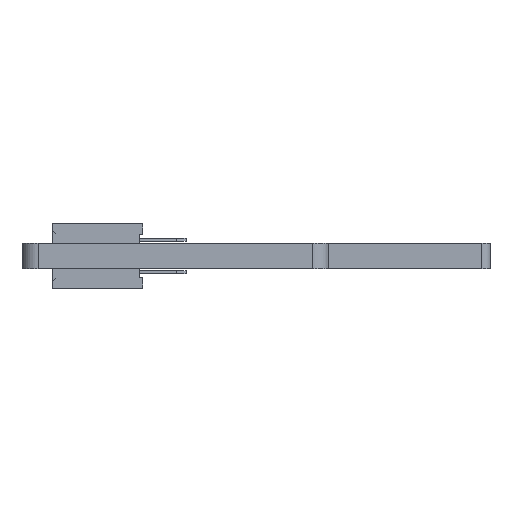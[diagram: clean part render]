
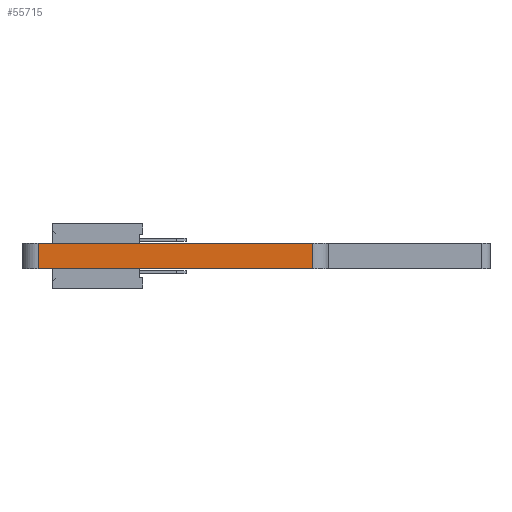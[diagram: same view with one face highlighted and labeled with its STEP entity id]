
A CAD part, left-side view. The second image highlights one B-rep face of the part: STEP entity #55715.
In plain terms, the highlighted planar face has unit normal (-1, 0, 0).
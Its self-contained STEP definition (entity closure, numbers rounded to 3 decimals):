
#51640 = PLANE('',#51641);
#51641 = AXIS2_PLACEMENT_3D('',#51642,#51643,#51644);
#51642 = CARTESIAN_POINT('',(0.,-11.752,1.6));
#51643 = DIRECTION('',(0.,0.,1.));
#51644 = DIRECTION('',(1.,0.,-0.));
#51695 = PLANE('',#51696);
#51696 = AXIS2_PLACEMENT_3D('',#51697,#51698,#51699);
#51697 = CARTESIAN_POINT('',(0.,-11.752,0.));
#51698 = DIRECTION('',(0.,0.,1.));
#51699 = DIRECTION('',(1.,0.,-0.));
#52562 = VERTEX_POINT('',#52563);
#52563 = CARTESIAN_POINT('',(-82.7,-1.,0.));
#52578 = CYLINDRICAL_SURFACE('',#52579,1.);
#52579 = AXIS2_PLACEMENT_3D('',#52580,#52581,#52582);
#52580 = CARTESIAN_POINT('',(-81.7,-1.,0.));
#52581 = DIRECTION('',(-0.,-0.,-1.));
#52582 = DIRECTION('',(1.,0.,-0.));
#52590 = EDGE_CURVE('',#52562,#52591,#52593,.T.);
#52591 = VERTEX_POINT('',#52592);
#52592 = CARTESIAN_POINT('',(-82.7,-18.,0.));
#52593 = SURFACE_CURVE('',#52594,(#52598,#52605),.PCURVE_S1.);
#52594 = LINE('',#52595,#52596);
#52595 = CARTESIAN_POINT('',(-82.7,-1.,0.));
#52596 = VECTOR('',#52597,1.);
#52597 = DIRECTION('',(0.,-1.,0.));
#52598 = PCURVE('',#51695,#52599);
#52599 = DEFINITIONAL_REPRESENTATION('',(#52600),#52604);
#52600 = LINE('',#52601,#52602);
#52601 = CARTESIAN_POINT('',(-82.7,10.752));
#52602 = VECTOR('',#52603,1.);
#52603 = DIRECTION('',(0.,-1.));
#52604 = ( GEOMETRIC_REPRESENTATION_CONTEXT(2) 
PARAMETRIC_REPRESENTATION_CONTEXT() REPRESENTATION_CONTEXT('2D SPACE',''
  ) );
#52605 = PCURVE('',#52606,#52611);
#52606 = PLANE('',#52607);
#52607 = AXIS2_PLACEMENT_3D('',#52608,#52609,#52610);
#52608 = CARTESIAN_POINT('',(-82.7,-1.,0.));
#52609 = DIRECTION('',(1.,0.,-0.));
#52610 = DIRECTION('',(0.,-1.,0.));
#52611 = DEFINITIONAL_REPRESENTATION('',(#52612),#52616);
#52612 = LINE('',#52613,#52614);
#52613 = CARTESIAN_POINT('',(0.,0.));
#52614 = VECTOR('',#52615,1.);
#52615 = DIRECTION('',(1.,0.));
#52616 = ( GEOMETRIC_REPRESENTATION_CONTEXT(2) 
PARAMETRIC_REPRESENTATION_CONTEXT() REPRESENTATION_CONTEXT('2D SPACE',''
  ) );
#52635 = CYLINDRICAL_SURFACE('',#52636,1.);
#52636 = AXIS2_PLACEMENT_3D('',#52637,#52638,#52639);
#52637 = CARTESIAN_POINT('',(-81.7,-18.,0.));
#52638 = DIRECTION('',(-0.,-0.,-1.));
#52639 = DIRECTION('',(1.,0.,-0.));
#54425 = VERTEX_POINT('',#54426);
#54426 = CARTESIAN_POINT('',(-82.7,-1.,1.6));
#54448 = EDGE_CURVE('',#54425,#54449,#54451,.T.);
#54449 = VERTEX_POINT('',#54450);
#54450 = CARTESIAN_POINT('',(-82.7,-18.,1.6));
#54451 = SURFACE_CURVE('',#54452,(#54456,#54463),.PCURVE_S1.);
#54452 = LINE('',#54453,#54454);
#54453 = CARTESIAN_POINT('',(-82.7,-1.,1.6));
#54454 = VECTOR('',#54455,1.);
#54455 = DIRECTION('',(0.,-1.,0.));
#54456 = PCURVE('',#51640,#54457);
#54457 = DEFINITIONAL_REPRESENTATION('',(#54458),#54462);
#54458 = LINE('',#54459,#54460);
#54459 = CARTESIAN_POINT('',(-82.7,10.752));
#54460 = VECTOR('',#54461,1.);
#54461 = DIRECTION('',(0.,-1.));
#54462 = ( GEOMETRIC_REPRESENTATION_CONTEXT(2) 
PARAMETRIC_REPRESENTATION_CONTEXT() REPRESENTATION_CONTEXT('2D SPACE',''
  ) );
#54463 = PCURVE('',#52606,#54464);
#54464 = DEFINITIONAL_REPRESENTATION('',(#54465),#54469);
#54465 = LINE('',#54466,#54467);
#54466 = CARTESIAN_POINT('',(0.,-1.6));
#54467 = VECTOR('',#54468,1.);
#54468 = DIRECTION('',(1.,0.));
#54469 = ( GEOMETRIC_REPRESENTATION_CONTEXT(2) 
PARAMETRIC_REPRESENTATION_CONTEXT() REPRESENTATION_CONTEXT('2D SPACE',''
  ) );
#55665 = EDGE_CURVE('',#52591,#54449,#55666,.T.);
#55666 = SURFACE_CURVE('',#55667,(#55671,#55678),.PCURVE_S1.);
#55667 = LINE('',#55668,#55669);
#55668 = CARTESIAN_POINT('',(-82.7,-18.,0.));
#55669 = VECTOR('',#55670,1.);
#55670 = DIRECTION('',(0.,0.,1.));
#55671 = PCURVE('',#52635,#55672);
#55672 = DEFINITIONAL_REPRESENTATION('',(#55673),#55677);
#55673 = LINE('',#55674,#55675);
#55674 = CARTESIAN_POINT('',(-3.142,0.));
#55675 = VECTOR('',#55676,1.);
#55676 = DIRECTION('',(-0.,-1.));
#55677 = ( GEOMETRIC_REPRESENTATION_CONTEXT(2) 
PARAMETRIC_REPRESENTATION_CONTEXT() REPRESENTATION_CONTEXT('2D SPACE',''
  ) );
#55678 = PCURVE('',#52606,#55679);
#55679 = DEFINITIONAL_REPRESENTATION('',(#55680),#55684);
#55680 = LINE('',#55681,#55682);
#55681 = CARTESIAN_POINT('',(17.,0.));
#55682 = VECTOR('',#55683,1.);
#55683 = DIRECTION('',(0.,-1.));
#55684 = ( GEOMETRIC_REPRESENTATION_CONTEXT(2) 
PARAMETRIC_REPRESENTATION_CONTEXT() REPRESENTATION_CONTEXT('2D SPACE',''
  ) );
#55715 = ADVANCED_FACE('',(#55716),#52606,.F.);
#55716 = FACE_BOUND('',#55717,.F.);
#55717 = EDGE_LOOP('',(#55718,#55739,#55740,#55741));
#55718 = ORIENTED_EDGE('',*,*,#55719,.T.);
#55719 = EDGE_CURVE('',#52562,#54425,#55720,.T.);
#55720 = SURFACE_CURVE('',#55721,(#55725,#55732),.PCURVE_S1.);
#55721 = LINE('',#55722,#55723);
#55722 = CARTESIAN_POINT('',(-82.7,-1.,0.));
#55723 = VECTOR('',#55724,1.);
#55724 = DIRECTION('',(0.,0.,1.));
#55725 = PCURVE('',#52606,#55726);
#55726 = DEFINITIONAL_REPRESENTATION('',(#55727),#55731);
#55727 = LINE('',#55728,#55729);
#55728 = CARTESIAN_POINT('',(0.,0.));
#55729 = VECTOR('',#55730,1.);
#55730 = DIRECTION('',(0.,-1.));
#55731 = ( GEOMETRIC_REPRESENTATION_CONTEXT(2) 
PARAMETRIC_REPRESENTATION_CONTEXT() REPRESENTATION_CONTEXT('2D SPACE',''
  ) );
#55732 = PCURVE('',#52578,#55733);
#55733 = DEFINITIONAL_REPRESENTATION('',(#55734),#55738);
#55734 = LINE('',#55735,#55736);
#55735 = CARTESIAN_POINT('',(-3.142,0.));
#55736 = VECTOR('',#55737,1.);
#55737 = DIRECTION('',(-0.,-1.));
#55738 = ( GEOMETRIC_REPRESENTATION_CONTEXT(2) 
PARAMETRIC_REPRESENTATION_CONTEXT() REPRESENTATION_CONTEXT('2D SPACE',''
  ) );
#55739 = ORIENTED_EDGE('',*,*,#54448,.T.);
#55740 = ORIENTED_EDGE('',*,*,#55665,.F.);
#55741 = ORIENTED_EDGE('',*,*,#52590,.F.);
